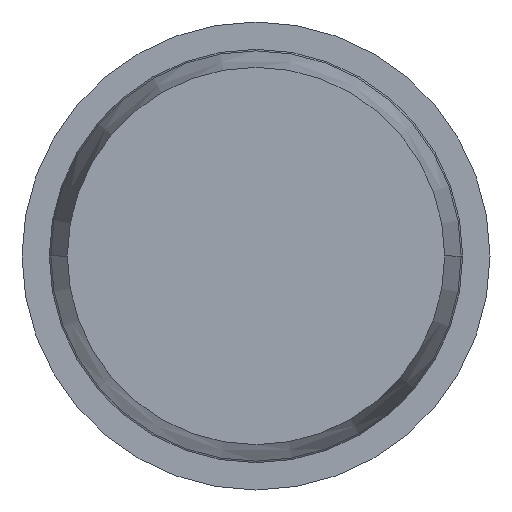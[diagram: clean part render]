
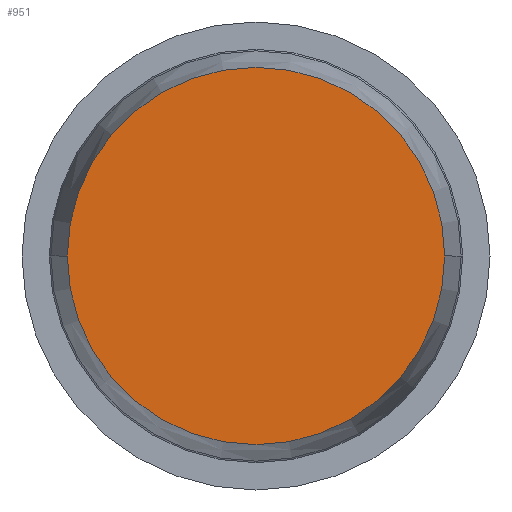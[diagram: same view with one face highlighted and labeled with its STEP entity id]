
A CAD part, front view. The second image highlights one B-rep face of the part: STEP entity #951.
In plain terms, the highlighted planar face has unit normal (0, -1, 0).
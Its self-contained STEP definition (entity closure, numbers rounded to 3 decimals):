
#70 = AXIS2_PLACEMENT_3D ( 'NONE', #4080, #3348, #591 ) ;
#433 = EDGE_CURVE ( 'Defeature ausgef�hrt1_0+Defeature ausgef�hrt1_10+Defeature ausgef�hrt1_10+Defeature ausgef�hrt1_10', #3016, #2343, #2178, .T. ) ;
#519 = FACE_OUTER_BOUND ( 'NONE', #1442, .T. ) ;
#591 = DIRECTION ( 'NONE',  ( 1., 0., 0. ) ) ;
#951 = ADVANCED_FACE ( 'Defeature ausgef�hrt1_0', ( #519 ), #976, .T. ) ;
#976 = PLANE ( 'NONE',  #3854 ) ;
#1035 = ORIENTED_EDGE ( 'NONE', *, *, #4064, .T. ) ;
#1274 = CARTESIAN_POINT ( 'NONE',  ( -1.209, -19., 0. ) ) ;
#1338 = CARTESIAN_POINT ( 'NONE',  ( 0., -19., 0. ) ) ;
#1442 = EDGE_LOOP ( 'NONE', ( #1035, #2141 ) ) ;
#1628 = CARTESIAN_POINT ( 'NONE',  ( 1.209, -19., 0. ) ) ;
#2141 = ORIENTED_EDGE ( 'NONE', *, *, #433, .T. ) ;
#2178 = CIRCLE ( 'NONE', #70, 1.209 ) ;
#2343 = VERTEX_POINT ( 'NONE', #1274 ) ;
#2532 = DIRECTION ( 'NONE',  ( 1., 0., 0. ) ) ;
#3016 = VERTEX_POINT ( 'NONE', #1628 ) ;
#3207 = CIRCLE ( 'NONE', #4168, 1.209 ) ;
#3278 = DIRECTION ( 'NONE',  ( 1., 0., 0. ) ) ;
#3348 = DIRECTION ( 'NONE',  ( 0., -1., 0. ) ) ;
#3414 = DIRECTION ( 'NONE',  ( 0., -1., 0. ) ) ;
#3854 = AXIS2_PLACEMENT_3D ( 'NONE', #1338, #3414, #3278 ) ;
#3860 = DIRECTION ( 'NONE',  ( 0., -1., 0. ) ) ;
#3882 = CARTESIAN_POINT ( 'NONE',  ( 0., -19., 0. ) ) ;
#4064 = EDGE_CURVE ( 'Defeature ausgef�hrt1_0+Defeature ausgef�hrt1_10+Defeature ausgef�hrt1_10+Defeature ausgef�hrt1_10', #2343, #3016, #3207, .T. ) ;
#4080 = CARTESIAN_POINT ( 'NONE',  ( 0., -19., 0. ) ) ;
#4168 = AXIS2_PLACEMENT_3D ( 'NONE', #3882, #3860, #2532 ) ;
